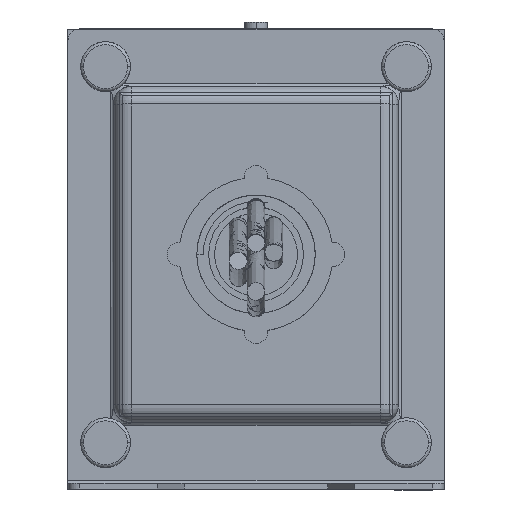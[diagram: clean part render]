
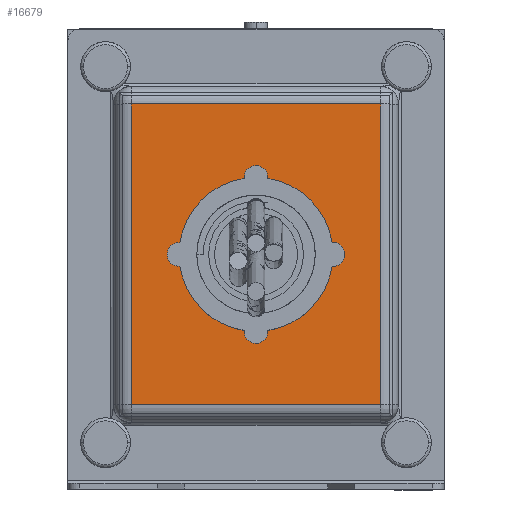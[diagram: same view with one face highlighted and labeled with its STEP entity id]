
A CAD part, top view. The second image highlights one B-rep face of the part: STEP entity #16679.
In plain terms, the highlighted planar face has unit normal (0, 0, 1).
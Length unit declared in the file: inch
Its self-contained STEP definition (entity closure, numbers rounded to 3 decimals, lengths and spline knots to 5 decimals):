
#374 = CARTESIAN_POINT ( 'NONE',  ( 1.01458, 1.28704, 4.09317 ) ) ;
#502 = CARTESIAN_POINT ( 'NONE',  ( 1.20499, 1.36591, 4.09317 ) ) ;
#953 = CARTESIAN_POINT ( 'NONE',  ( 0.7211, 1.99557, 4.09317 ) ) ;
#1222 = CARTESIAN_POINT ( 'NONE',  ( 1.05285, 2.06427, 4.09313 ) ) ;
#1337 = CARTESIAN_POINT ( 'NONE',  ( 0.57959, 1.78379, 4.09317 ) ) ;
#1547 = ORIENTED_EDGE ( 'NONE', *, *, #21473, .T. ) ;
#1735 = CARTESIAN_POINT ( 'NONE',  ( 0.96305, 2.07444, 4.09317 ) ) ;
#2299 = CARTESIAN_POINT ( 'NONE',  ( 0.76477, 1.33673, 4.09317 ) ) ;
#3119 = CARTESIAN_POINT ( 'NONE',  ( 0.56935, 1.68074, 4.09317 ) ) ;
#3136 = CARTESIAN_POINT ( 'NONE',  ( 1.34422, 1.78262, 4.09315 ) ) ;
#3166 = CARTESIAN_POINT ( 'NONE',  ( 1.79159, 0.68074, 4.09317 ) ) ;
#3446 = EDGE_LOOP ( 'NONE', ( #4411, #13862, #5819 ) ) ;
#3542 = EDGE_CURVE ( 'NONE', #3919, #21964, #15868, .T. ) ;
#3905 = EDGE_CURVE ( 'NONE', #18092, #3919, #18306, .T. ) ;
#3919 = VERTEX_POINT ( 'NONE', #3119 ) ;
#4411 = ORIENTED_EDGE ( 'NONE', *, *, #15971, .F. ) ;
#4627 = CARTESIAN_POINT ( 'NONE',  ( 0.56935, 1.68074, 4.09317 ) ) ;
#4962 = ORIENTED_EDGE ( 'NONE', *, *, #15894, .T. ) ;
#4999 = CARTESIAN_POINT ( 'NONE',  ( 0.86, 2.06419, 4.09317 ) ) ;
#5128 = VERTEX_POINT ( 'NONE', #3166 ) ;
#5261 = CARTESIAN_POINT ( 'NONE',  ( 1.01501, 2.07184, 4.09313 ) ) ;
#5698 = EDGE_CURVE ( 'NONE', #5128, #13493, #18994, .T. ) ;
#5780 = CARTESIAN_POINT ( 'NONE',  ( 1.9097, 0.68074, 4.09317 ) ) ;
#5819 = ORIENTED_EDGE ( 'NONE', *, *, #3905, .F. ) ;
#5970 = VECTOR ( 'NONE', #12581, 39.37008 ) ;
#5981 = CARTESIAN_POINT ( 'NONE',  ( 0.56935, 1.68074, 4.09317 ) ) ;
#5992 = B_SPLINE_CURVE_WITH_KNOTS ( 'NONE', 3,
 ( #14849, #19023, #15077, #3136, #24755, #17120, #9105, #12830, #16880, #24643, #25013, #14971, #22853, #22742, #22613, #10907, #18649, #7430, #1222, #5261, #13078, #1735 ),
 .UNSPECIFIED., .F., .F.,
 ( 4, 2, 2, 2, 2, 2, 2, 2, 2, 2, 4 ),
 ( 0., 0.125, 0.25, 0.375, 0.4375, 0.5, 0.625, 0.75, 0.8125, 0.875, 1. ),
 .UNSPECIFIED. ) ;
#6430 = LINE ( 'NONE', #14212, #5970 ) ;
#6592 = CARTESIAN_POINT ( 'NONE',  ( 1.27788, 1.43879, 4.09317 ) ) ;
#7201 = ORIENTED_EDGE ( 'NONE', *, *, #5698, .T. ) ;
#7430 = CARTESIAN_POINT ( 'NONE',  ( 1.06528, 2.06114, 4.09314 ) ) ;
#8135 = CARTESIAN_POINT ( 'NONE',  ( 1.0661, 1.29728, 4.09317 ) ) ;
#8215 = DIRECTION ( 'NONE',  ( 1., 0., 0. ) ) ;
#9105 = CARTESIAN_POINT ( 'NONE',  ( 1.30446, 1.87845, 4.09321 ) ) ;
#9806 = CARTESIAN_POINT ( 'NONE',  ( 0.96305, 2.07444, 4.09317 ) ) ;
#10064 = CARTESIAN_POINT ( 'NONE',  ( 0.86, 1.29728, 4.09317 ) ) ;
#10279 = PLANE ( 'NONE',  #17358 ) ;
#10456 = EDGE_CURVE ( 'NONE', #13493, #20310, #18209, .T. ) ;
#10756 = EDGE_LOOP ( 'NONE', ( #1547, #7201, #24060, #4962 ) ) ;
#10907 = CARTESIAN_POINT ( 'NONE',  ( 1.10156, 2.04949, 4.09319 ) ) ;
#11022 = CARTESIAN_POINT ( 'NONE',  ( 0.76477, 2.02475, 4.09317 ) ) ;
#11693 = DIRECTION ( 'NONE',  ( 1., 0., 0. ) ) ;
#11921 = DIRECTION ( 'NONE',  ( -1., 0., 0. ) ) ;
#11969 = CARTESIAN_POINT ( 'NONE',  ( 0.6597, 2.06263, 4.09317 ) ) ;
#12581 = DIRECTION ( 'NONE',  ( 0., -1., 0. ) ) ;
#12793 = DIRECTION ( 'NONE',  ( 0., 1., 0. ) ) ;
#12830 = CARTESIAN_POINT ( 'NONE',  ( 1.28319, 1.91023, 4.09317 ) ) ;
#13078 = CARTESIAN_POINT ( 'NONE',  ( 0.98903, 2.07444, 4.09315 ) ) ;
#13213 = VERTEX_POINT ( 'NONE', #19213 ) ;
#13493 = VERTEX_POINT ( 'NONE', #24786 ) ;
#13687 = VECTOR ( 'NONE', #12793, 39.37008 ) ;
#13737 = DIRECTION ( 'NONE',  ( 0., 0., 1. ) ) ;
#13862 = ORIENTED_EDGE ( 'NONE', *, *, #3542, .F. ) ;
#14212 = CARTESIAN_POINT ( 'NONE',  ( 0.13411, 0.56263, 4.09317 ) ) ;
#14253 = CARTESIAN_POINT ( 'NONE',  ( 1.35675, 1.6292, 4.09317 ) ) ;
#14385 = CARTESIAN_POINT ( 'NONE',  ( 1.35675, 1.68074, 4.09317 ) ) ;
#14558 = CARTESIAN_POINT ( 'NONE',  ( 0.13411, 2.68074, 4.09317 ) ) ;
#14834 = CARTESIAN_POINT ( 'NONE',  ( 0.96305, 2.07444, 4.09317 ) ) ;
#14849 = CARTESIAN_POINT ( 'NONE',  ( 1.35675, 1.68074, 4.09317 ) ) ;
#14971 = CARTESIAN_POINT ( 'NONE',  ( 1.22347, 1.97713, 4.09314 ) ) ;
#15077 = CARTESIAN_POINT ( 'NONE',  ( 1.35428, 1.73182, 4.09312 ) ) ;
#15447 = LINE ( 'NONE', #5780, #16431 ) ;
#15519 = CARTESIAN_POINT ( 'NONE',  ( 0.61904, 1.48246, 4.09317 ) ) ;
#15615 = FACE_BOUND ( 'NONE', #3446, .T. ) ;
#15779 = CARTESIAN_POINT ( 'NONE',  ( 0.56935, 1.6292, 4.09317 ) ) ;
#15868 = B_SPLINE_CURVE_WITH_KNOTS ( 'NONE', 3,
 ( #5981, #15779, #19713, #15519, #19231, #21384, #2299, #10064, #17807, #374, #8135, #23649, #502, #6592, #22389, #19836, #14253, #14385 ),
 .UNSPECIFIED., .F., .F.,
 ( 4, 2, 2, 2, 2, 2, 2, 2, 4 ),
 ( 0.5, 0.5625, 0.625, 0.6875, 0.75, 0.8125, 0.875, 0.9375, 1. ),
 .UNSPECIFIED. ) ;
#15894 = EDGE_CURVE ( 'NONE', #20310, #13213, #6430, .T. ) ;
#15971 = EDGE_CURVE ( 'NONE', #21964, #18092, #5992, .T. ) ;
#16431 = VECTOR ( 'NONE', #11693, 39.37008 ) ;
#16473 = CARTESIAN_POINT ( 'NONE',  ( 0.64822, 1.92268, 4.09317 ) ) ;
#16679 = ADVANCED_FACE ( 'NONE', ( #21707, #15615 ), #10279, .T. ) ;
#16847 = CARTESIAN_POINT ( 'NONE',  ( 1.79159, 2.79885, 4.09317 ) ) ;
#16880 = CARTESIAN_POINT ( 'NONE',  ( 1.27566, 1.9204, 4.09315 ) ) ;
#17120 = CARTESIAN_POINT ( 'NONE',  ( 1.31674, 1.85558, 4.09321 ) ) ;
#17175 = CARTESIAN_POINT ( 'NONE',  ( 1.35675, 1.68074, 4.09317 ) ) ;
#17358 = AXIS2_PLACEMENT_3D ( 'NONE', #11969, #13737, #8215 ) ;
#17807 = CARTESIAN_POINT ( 'NONE',  ( 0.91151, 1.28704, 4.09317 ) ) ;
#18092 = VERTEX_POINT ( 'NONE', #9806 ) ;
#18209 = LINE ( 'NONE', #18462, #20797 ) ;
#18306 = B_SPLINE_CURVE_WITH_KNOTS ( 'NONE', 3,
 ( #14834, #20283, #4999, #11022, #953, #16473, #18754, #1337, #22066, #4627 ),
 .UNSPECIFIED., .F., .F.,
 ( 4, 2, 2, 2, 4 ),
 ( 0.25, 0.3125, 0.375, 0.4375, 0.5 ),
 .UNSPECIFIED. ) ;
#18462 = CARTESIAN_POINT ( 'NONE',  ( 0.016, 2.68074, 4.09317 ) ) ;
#18649 = CARTESIAN_POINT ( 'NONE',  ( 1.0896, 2.05376, 4.09317 ) ) ;
#18754 = CARTESIAN_POINT ( 'NONE',  ( 0.61904, 1.87901, 4.09317 ) ) ;
#18994 = LINE ( 'NONE', #16847, #13687 ) ;
#19023 = CARTESIAN_POINT ( 'NONE',  ( 1.35675, 1.70608, 4.09313 ) ) ;
#19213 = CARTESIAN_POINT ( 'NONE',  ( 0.13411, 0.68074, 4.09317 ) ) ;
#19231 = CARTESIAN_POINT ( 'NONE',  ( 0.64822, 1.43879, 4.09317 ) ) ;
#19713 = CARTESIAN_POINT ( 'NONE',  ( 0.57959, 1.57769, 4.09317 ) ) ;
#19836 = CARTESIAN_POINT ( 'NONE',  ( 1.3465, 1.57769, 4.09317 ) ) ;
#20283 = CARTESIAN_POINT ( 'NONE',  ( 0.91151, 2.07444, 4.09317 ) ) ;
#20310 = VERTEX_POINT ( 'NONE', #14558 ) ;
#20797 = VECTOR ( 'NONE', #11921, 39.37008 ) ;
#21384 = CARTESIAN_POINT ( 'NONE',  ( 0.7211, 1.36591, 4.09317 ) ) ;
#21473 = EDGE_CURVE ( 'NONE', #13213, #5128, #15447, .T. ) ;
#21707 = FACE_OUTER_BOUND ( 'NONE', #10756, .T. ) ;
#21964 = VERTEX_POINT ( 'NONE', #17175 ) ;
#22066 = CARTESIAN_POINT ( 'NONE',  ( 0.56935, 1.73227, 4.09317 ) ) ;
#22389 = CARTESIAN_POINT ( 'NONE',  ( 1.30706, 1.48246, 4.09317 ) ) ;
#22613 = CARTESIAN_POINT ( 'NONE',  ( 1.13708, 2.03481, 4.09321 ) ) ;
#22742 = CARTESIAN_POINT ( 'NONE',  ( 1.16007, 2.02258, 4.0932 ) ) ;
#22853 = CARTESIAN_POINT ( 'NONE',  ( 1.20327, 1.99373, 4.09316 ) ) ;
#23649 = CARTESIAN_POINT ( 'NONE',  ( 1.16132, 1.33673, 4.09317 ) ) ;
#24060 = ORIENTED_EDGE ( 'NONE', *, *, #10456, .T. ) ;
#24643 = CARTESIAN_POINT ( 'NONE',  ( 1.25946, 1.94016, 4.09313 ) ) ;
#24755 = CARTESIAN_POINT ( 'NONE',  ( 1.33663, 1.80766, 4.09317 ) ) ;
#24786 = CARTESIAN_POINT ( 'NONE',  ( 1.79159, 2.68074, 4.09317 ) ) ;
#25013 = CARTESIAN_POINT ( 'NONE',  ( 1.25083, 1.94972, 4.09313 ) ) ;
